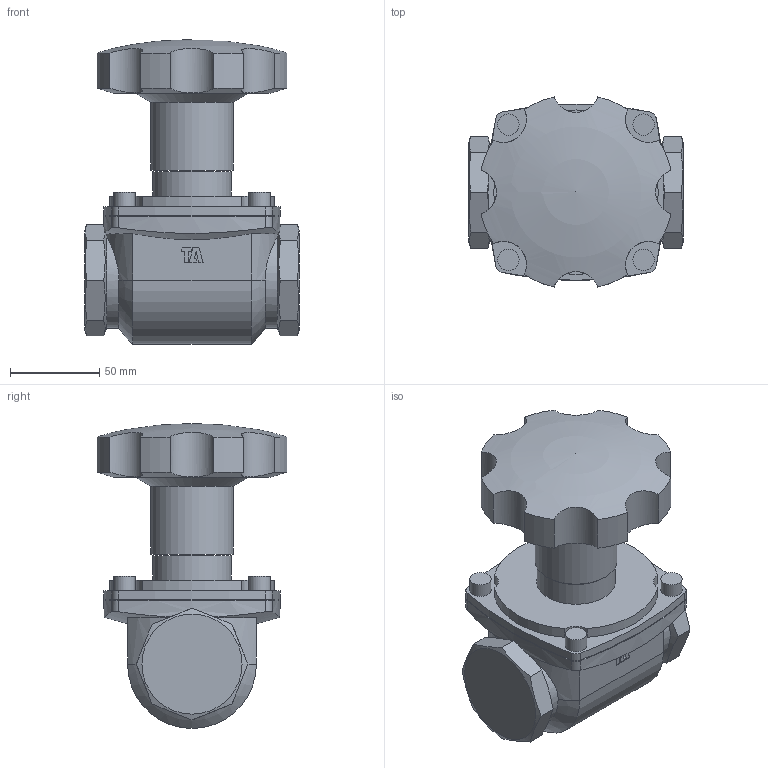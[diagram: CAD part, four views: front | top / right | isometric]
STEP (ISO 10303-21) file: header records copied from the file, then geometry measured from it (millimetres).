
FILE_DESCRIPTION( ( 'Unknown' ), '1' );
FILE_NAME( '58950740.stp', 'Unknown', ( 'Unknown' ), ( 'Unknown' ), 'XStep 1.0', 'Unknown', ' ' );
FILE_SCHEMA( ( 'CONFIG_CONTROL_DESIGN' ) );
Length unit declared in the file: millimetre
Products named in the file (1): 1
Bounding box: 120 x 106.22 x 170.5 mm (x, y, z)
Volume: 891945.1 mm3; surface area: 78866.4 mm2
Topology: 1 solids, 1 shells, 124 faces, 318 edges, 207 vertices
Faces by surface type: cylinder 54, plane 49, cone 18, sphere 3
Full cylindrical faces by diameter (mm): 12 x5, 44 x1, 46 x1
Entity records: 4714 total; most frequent: CARTESIAN_POINT 1790, ORIENTED_EDGE 606, DIRECTION 571, EDGE_CURVE 303, AXIS2_PLACEMENT_3D 225, VERTEX_POINT 204, EDGE_LOOP 147, FACE_OUTER_BOUND 131
